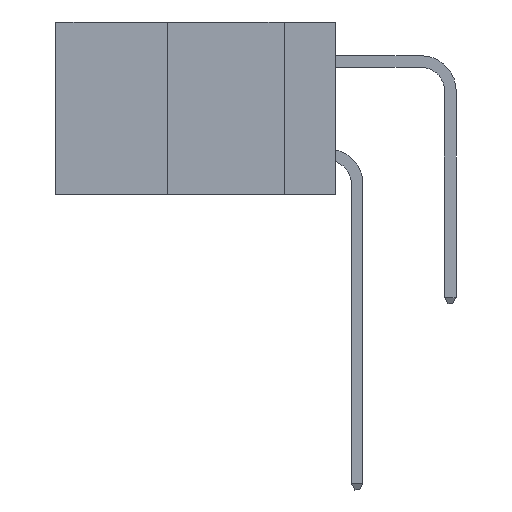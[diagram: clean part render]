
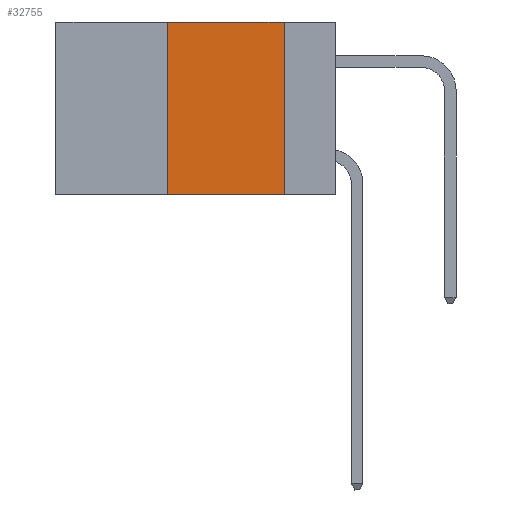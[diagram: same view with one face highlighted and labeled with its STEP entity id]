
A CAD part, left-side view. The second image highlights one B-rep face of the part: STEP entity #32755.
In plain terms, the highlighted planar face has unit normal (-1, 0, 0).
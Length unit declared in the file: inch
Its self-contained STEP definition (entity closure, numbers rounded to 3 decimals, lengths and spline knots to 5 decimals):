
#469 = PLANE ( 'NONE',  #17332 ) ;
#1189 = CARTESIAN_POINT ( 'NONE',  ( 0., 0.6, -0.37 ) ) ;
#2236 = EDGE_CURVE ( 'NONE', #28117, #12563, #5984, .T. ) ;
#3001 = EDGE_CURVE ( 'NONE', #22822, #31990, #38652, .T. ) ;
#4929 = VECTOR ( 'NONE', #15808, 39.37008 ) ;
#5911 = ORIENTED_EDGE ( 'NONE', *, *, #35987, .F. ) ;
#5984 = LINE ( 'NONE', #1189, #37823 ) ;
#6797 = CARTESIAN_POINT ( 'NONE',  ( 0., 0.6, 0. ) ) ;
#6848 = ORIENTED_EDGE ( 'NONE', *, *, #13772, .F. ) ;
#6864 = VECTOR ( 'NONE', #26529, 39.37008 ) ;
#8285 = CARTESIAN_POINT ( 'NONE',  ( 0., 0.11, 0. ) ) ;
#8637 = FACE_OUTER_BOUND ( 'NONE', #31494, .T. ) ;
#9999 = CARTESIAN_POINT ( 'NONE',  ( 0., 0.36, -0.37 ) ) ;
#12563 = VERTEX_POINT ( 'NONE', #18572 ) ;
#12608 = DIRECTION ( 'NONE',  ( 1., 0., 0. ) ) ;
#12778 = CARTESIAN_POINT ( 'NONE',  ( 0., 0.36, 0. ) ) ;
#13772 = EDGE_CURVE ( 'NONE', #28117, #22822, #20959, .T. ) ;
#14849 = ORIENTED_EDGE ( 'NONE', *, *, #3001, .F. ) ;
#15808 = DIRECTION ( 'NONE',  ( 0., 0., 1. ) ) ;
#16985 = DIRECTION ( 'NONE',  ( 0., -1., 0. ) ) ;
#17332 = AXIS2_PLACEMENT_3D ( 'NONE', #6797, #12608, #21993 ) ;
#17634 = CARTESIAN_POINT ( 'NONE',  ( 0., 0.36, 0. ) ) ;
#18572 = CARTESIAN_POINT ( 'NONE',  ( 0., 0.11, -0.37 ) ) ;
#19636 = ORIENTED_EDGE ( 'NONE', *, *, #2236, .T. ) ;
#20959 = LINE ( 'NONE', #12778, #4929 ) ;
#21993 = DIRECTION ( 'NONE',  ( 0., 0., -1. ) ) ;
#22822 = VERTEX_POINT ( 'NONE', #17634 ) ;
#26529 = DIRECTION ( 'NONE',  ( 0., 0., -1. ) ) ;
#27240 = LINE ( 'NONE', #8285, #6864 ) ;
#28117 = VERTEX_POINT ( 'NONE', #9999 ) ;
#31084 = VECTOR ( 'NONE', #16985, 39.37008 ) ;
#31494 = EDGE_LOOP ( 'NONE', ( #5911, #14849, #6848, #19636 ) ) ;
#31854 = CARTESIAN_POINT ( 'NONE',  ( 0., 0.6, 0. ) ) ;
#31990 = VERTEX_POINT ( 'NONE', #32717 ) ;
#32717 = CARTESIAN_POINT ( 'NONE',  ( 0., 0.11, 0. ) ) ;
#32755 = ADVANCED_FACE ( 'NONE', ( #8637 ), #469, .F. ) ;
#35987 = EDGE_CURVE ( 'NONE', #31990, #12563, #27240, .T. ) ;
#36940 = DIRECTION ( 'NONE',  ( 0., -1., 0. ) ) ;
#37823 = VECTOR ( 'NONE', #36940, 39.37008 ) ;
#38652 = LINE ( 'NONE', #31854, #31084 ) ;
